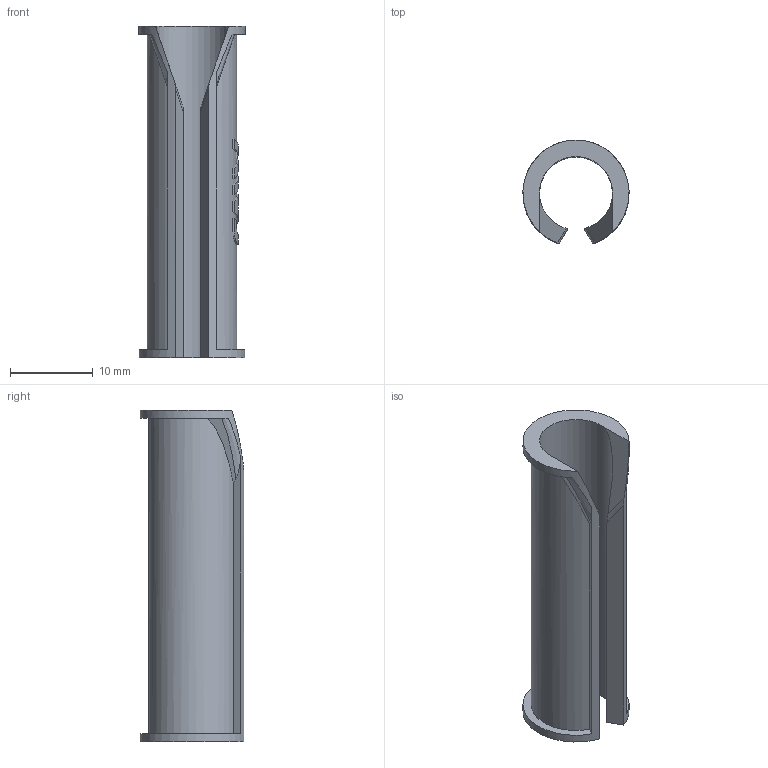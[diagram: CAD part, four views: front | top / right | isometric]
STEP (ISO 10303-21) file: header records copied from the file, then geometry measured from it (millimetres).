
FILE_DESCRIPTION( ( 'STEP AP203' ), '1' );
FILE_NAME( '全ねじ用マーカー.step', '2022-07-20T04:05:06', ( ' ' ), ( ' ' ), 'XStep 1.0', ' ', ' ' );
FILE_SCHEMA( ( 'CONFIG_CONTROL_DESIGN' ) );
Length unit declared in the file: millimetre
Products named in the file (1): 1
Bounding box: 12.79 x 12.47 x 40 mm (x, y, z)
Volume: 1242.8 mm3; surface area: 2634.3 mm2
Topology: 1 solids, 1 shells, 52 faces, 132 edges, 88 vertices
Faces by surface type: plane 38, cylinder 12, bspline 2
Entity records: 1842 total; most frequent: CARTESIAN_POINT 519, DIRECTION 270, ORIENTED_EDGE 264, EDGE_CURVE 132, AXIS2_PLACEMENT_3D 99, VERTEX_POINT 88, LINE 72, VECTOR 72
